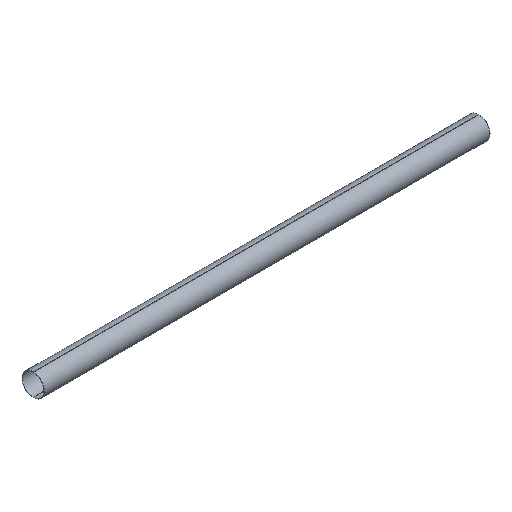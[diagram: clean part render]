
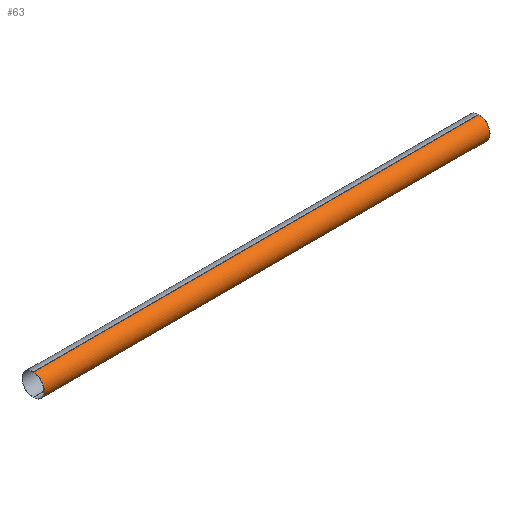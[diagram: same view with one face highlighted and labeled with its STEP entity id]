
A CAD part, isometric view. The second image highlights one B-rep face of the part: STEP entity #63.
In plain terms, the highlighted cylindrical face has radius 125 mm (diameter 250 mm), a partial arc.
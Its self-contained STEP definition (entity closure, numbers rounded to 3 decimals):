
#51 = EDGE_CURVE( '', #65, #89, #121, .T. );
#53 = EDGE_CURVE( '', #67, #85, #123, .T. );
#61 = EDGE_CURVE( '', #85, #65, #131, .T. );
#63 = ADVANCED_FACE( '', ( #133 ), #134, .T. );
#65 = VERTEX_POINT( '', #136 );
#67 = VERTEX_POINT( '', #138 );
#85 = VERTEX_POINT( '', #160 );
#89 = VERTEX_POINT( '', #164 );
#95 = EDGE_CURVE( '', #89, #67, #171, .T. );
#121 = LINE( '', #190, #191 );
#123 = LINE( '', #194, #195 );
#131 = CIRCLE( '', #206, 125. );
#133 = FACE_OUTER_BOUND( '', #208, .T. );
#134 = CYLINDRICAL_SURFACE( '', #209, 125. );
#136 = CARTESIAN_POINT( '', ( 0., 0., -125. ) );
#138 = CARTESIAN_POINT( '', ( 5000., 0., 125. ) );
#160 = CARTESIAN_POINT( '', ( 0., 0., 125. ) );
#164 = CARTESIAN_POINT( '', ( 5000., 0., -125. ) );
#171 = CIRCLE( '', #253, 125. );
#190 = CARTESIAN_POINT( '', ( 0., 0., -125. ) );
#191 = VECTOR( '', #266, 1. );
#194 = CARTESIAN_POINT( '', ( 0., 0., 125. ) );
#195 = VECTOR( '', #267, 1. );
#206 = AXIS2_PLACEMENT_3D( '', #269, #270, #271 );
#208 = EDGE_LOOP( '', ( #273, #274, #275, #276 ) );
#209 = AXIS2_PLACEMENT_3D( '', #277, #278, #279 );
#253 = AXIS2_PLACEMENT_3D( '', #329, #330, #331 );
#266 = DIRECTION( '', ( 1., 0., 0. ) );
#267 = DIRECTION( '', ( -1., 0., 0. ) );
#269 = CARTESIAN_POINT( '', ( 0., 0., 0. ) );
#270 = DIRECTION( '', ( 1., 0., 0. ) );
#271 = DIRECTION( '', ( 0., 0., -1. ) );
#273 = ORIENTED_EDGE( '', *, *, #51, .T. );
#274 = ORIENTED_EDGE( '', *, *, #95, .T. );
#275 = ORIENTED_EDGE( '', *, *, #53, .T. );
#276 = ORIENTED_EDGE( '', *, *, #61, .T. );
#277 = CARTESIAN_POINT( '', ( 0., 0., 0. ) );
#278 = DIRECTION( '', ( -1., 0., 0. ) );
#279 = DIRECTION( '', ( 0., 0., -1. ) );
#329 = CARTESIAN_POINT( '', ( 5000., 0., 0. ) );
#330 = DIRECTION( '', ( -1., 0., 0. ) );
#331 = DIRECTION( '', ( 0., 0., -1. ) );
